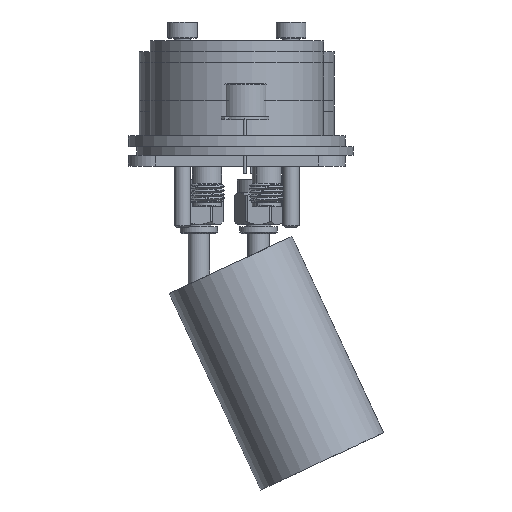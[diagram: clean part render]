
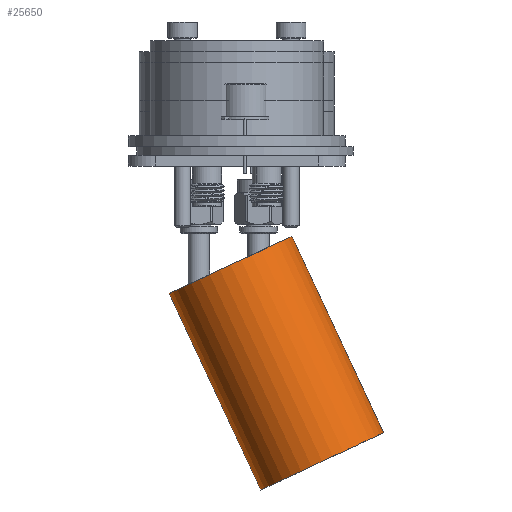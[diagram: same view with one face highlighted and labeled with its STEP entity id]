
A CAD part, left-side view. The second image highlights one B-rep face of the part: STEP entity #25650.
In plain terms, the highlighted cylindrical face has radius 12.5 mm (diameter 25 mm), a full revolution.
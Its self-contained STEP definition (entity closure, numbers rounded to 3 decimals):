
#25650 = ADVANCED_FACE('',(#25651),#25678,.T.);
#25651 = FACE_BOUND('',#25652,.T.);
#25652 = EDGE_LOOP('',(#25653,#25662,#25670,#25677));
#25653 = ORIENTED_EDGE('',*,*,#25654,.F.);
#25654 = EDGE_CURVE('',#25655,#25655,#25657,.T.);
#25655 = VERTEX_POINT('',#25656);
#25656 = CARTESIAN_POINT('',(12.5,1.155,-21.813));
#25657 = CIRCLE('',#25658,12.5);
#25658 = AXIS2_PLACEMENT_3D('',#25659,#25660,#25661);
#25659 = CARTESIAN_POINT('',(0.,1.155,-21.813));
#25660 = DIRECTION('',(-0.,0.423,0.906));
#25661 = DIRECTION('',(1.,0.,0.));
#25662 = ORIENTED_EDGE('',*,*,#25663,.F.);
#25663 = EDGE_CURVE('',#25664,#25655,#25666,.T.);
#25664 = VERTEX_POINT('',#25665);
#25665 = CARTESIAN_POINT('',(12.5,-15.75,-58.065));
#25666 = LINE('',#25667,#25668);
#25667 = CARTESIAN_POINT('',(12.5,-15.75,-58.065));
#25668 = VECTOR('',#25669,1.);
#25669 = DIRECTION('',(0.,0.423,0.906));
#25670 = ORIENTED_EDGE('',*,*,#25671,.T.);
#25671 = EDGE_CURVE('',#25664,#25664,#25672,.T.);
#25672 = CIRCLE('',#25673,12.5);
#25673 = AXIS2_PLACEMENT_3D('',#25674,#25675,#25676);
#25674 = CARTESIAN_POINT('',(0.,-15.75,-58.065));
#25675 = DIRECTION('',(-0.,0.423,0.906));
#25676 = DIRECTION('',(1.,0.,0.));
#25677 = ORIENTED_EDGE('',*,*,#25663,.T.);
#25678 = CYLINDRICAL_SURFACE('',#25679,12.5);
#25679 = AXIS2_PLACEMENT_3D('',#25680,#25681,#25682);
#25680 = CARTESIAN_POINT('',(0.,-15.75,-58.065));
#25681 = DIRECTION('',(0.,0.423,0.906));
#25682 = DIRECTION('',(1.,0.,0.));
